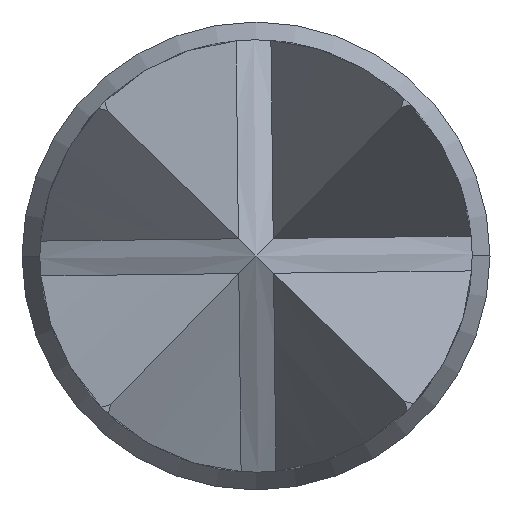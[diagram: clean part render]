
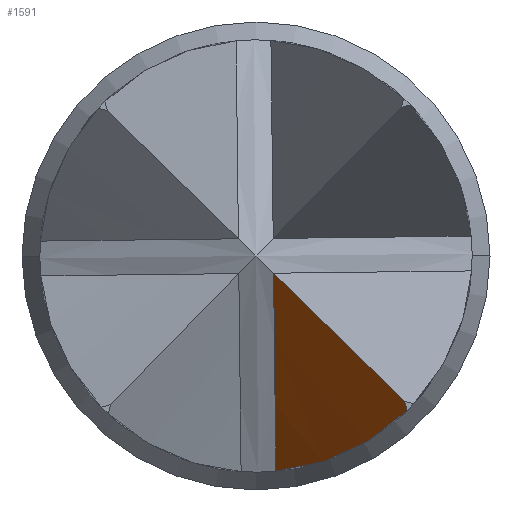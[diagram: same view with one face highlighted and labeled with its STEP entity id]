
A CAD part, left-side view. The second image highlights one B-rep face of the part: STEP entity #1591.
In plain terms, the highlighted free-form (B-spline) face has degree [1, 3] with [2, 4] control points.
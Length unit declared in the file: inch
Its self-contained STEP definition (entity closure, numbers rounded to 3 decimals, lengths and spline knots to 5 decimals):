
#48 = CARTESIAN_POINT ( 'NONE',  ( -0.28184, -0.00219, -0.01668 ) ) ;
#54 = CARTESIAN_POINT ( 'NONE',  ( -0.28573, -0.0021, -0.00859 ) ) ;
#62 = CARTESIAN_POINT ( 'NONE',  ( -0.2899, -0.00201, -0.00065 ) ) ;
#73 = CARTESIAN_POINT ( 'NONE',  ( -0.27824, -0.00229, -0.02489 ) ) ;
#79 = CARTESIAN_POINT ( 'NONE',  ( -0.30327, -0.01763, -0.032 ) ) ;
#85 = CARTESIAN_POINT ( 'NONE',  ( -0.28921, -0.00202, -0.00198 ) ) ;
#100 = EDGE_LOOP ( 'NONE', ( #275, #222, #767, #1482 ) ) ;
#101 = CARTESIAN_POINT ( 'NONE',  ( -0.30679, -0.01755, -0.02442 ) ) ;
#107 = AXIS2_PLACEMENT_3D ( 'NONE', #215, #206, #196 ) ;
#108 = CARTESIAN_POINT ( 'NONE',  ( -0.31058, -0.01746, -0.01696 ) ) ;
#196 = DIRECTION ( 'NONE',  ( 0., -0.011, -1. ) ) ;
#206 = DIRECTION ( 'NONE',  ( 0., -1., 0.011 ) ) ;
#215 = CARTESIAN_POINT ( 'NONE',  ( -0.62791, -0.00405, -0.17825 ) ) ;
#222 = ORIENTED_EDGE ( 'NONE', *, *, #823, .F. ) ;
#275 = ORIENTED_EDGE ( 'NONE', *, *, #771, .F. ) ;
#313 = CARTESIAN_POINT ( 'NONE',  ( -0.31, -0.01738, -0.01776 ) ) ;
#380 = CARTESIAN_POINT ( 'NONE',  ( -0.30901, -0.01637, -0.016 ) ) ;
#386 = CARTESIAN_POINT ( 'NONE',  ( -0.30803, -0.01565, -0.0153 ) ) ;
#389 = CARTESIAN_POINT ( 'NONE',  ( -0.30704, -0.01494, -0.0146 ) ) ;
#390 = CARTESIAN_POINT ( 'NONE',  ( -0.30605, -0.01422, -0.0139 ) ) ;
#400 = CARTESIAN_POINT ( 'NONE',  ( -0.30506, -0.0135, -0.0132 ) ) ;
#404 = CARTESIAN_POINT ( 'NONE',  ( -0.30407, -0.01279, -0.0125 ) ) ;
#406 = CARTESIAN_POINT ( 'NONE',  ( -0.30308, -0.01207, -0.01179 ) ) ;
#409 = CARTESIAN_POINT ( 'NONE',  ( -0.30209, -0.01135, -0.01109 ) ) ;
#416 = CARTESIAN_POINT ( 'NONE',  ( -0.3011, -0.01063, -0.01039 ) ) ;
#418 = CARTESIAN_POINT ( 'NONE',  ( -0.30011, -0.00992, -0.00969 ) ) ;
#422 = CARTESIAN_POINT ( 'NONE',  ( -0.29912, -0.0092, -0.00899 ) ) ;
#426 = CARTESIAN_POINT ( 'NONE',  ( -0.29813, -0.00848, -0.00829 ) ) ;
#431 = CARTESIAN_POINT ( 'NONE',  ( -0.29714, -0.00776, -0.00759 ) ) ;
#434 = CARTESIAN_POINT ( 'NONE',  ( -0.29516, -0.00633, -0.00618 ) ) ;
#452 = CARTESIAN_POINT ( 'NONE',  ( -0.29318, -0.00489, -0.00478 ) ) ;
#601 = VERTEX_POINT ( 'NONE', #978 ) ;
#621 = VERTEX_POINT ( 'NONE', #1083 ) ;
#631 = CARTESIAN_POINT ( 'NONE',  ( -0.31, -0.01738, -0.01776 ) ) ;
#650 = B_SPLINE_CURVE_WITH_KNOTS ( 'NONE', 3,
 ( #1332, #1315, #452, #434, #1626, #431, #426, #422, #418, #416, #409, #406, #404, #400, #390, #389, #386, #380, #1566 ),
 .UNSPECIFIED., .F., .F.,
 ( 4, 3, 3, 3, 3, 3, 4 ),
 ( 0., 0.00021, 0.00032, 0.00043, 0.00054, 0.00064, 0.00075 ),
 .UNSPECIFIED. ) ;
#653 = CARTESIAN_POINT ( 'NONE',  ( -0.31, -0.01728, -0.01741 ) ) ;
#656 = CARTESIAN_POINT ( 'NONE',  ( -0.31, -0.01718, -0.01705 ) ) ;
#767 = ORIENTED_EDGE ( 'NONE', *, *, #930, .F. ) ;
#771 = EDGE_CURVE ( 'NONE', #1053, #621, #1453, .T. ) ;
#823 = EDGE_CURVE ( 'NONE', #601, #1053, #1803, .T. ) ;
#848 = CARTESIAN_POINT ( 'NONE',  ( -0.29474, -0.01055, -0.0225 ) ) ;
#851 = CARTESIAN_POINT ( 'NONE',  ( -0.29657, -0.01142, -0.02209 ) ) ;
#856 = CARTESIAN_POINT ( 'NONE',  ( -0.29107, -0.00878, -0.02327 ) ) ;
#858 = CARTESIAN_POINT ( 'NONE',  ( -0.29291, -0.00967, -0.02291 ) ) ;
#861 = CARTESIAN_POINT ( 'NONE',  ( -0.29841, -0.01228, -0.02163 ) ) ;
#866 = CARTESIAN_POINT ( 'NONE',  ( -0.28741, -0.00697, -0.02387 ) ) ;
#870 = CARTESIAN_POINT ( 'NONE',  ( -0.28923, -0.00787, -0.02357 ) ) ;
#877 = CARTESIAN_POINT ( 'NONE',  ( -0.30713, -0.01617, -0.01888 ) ) ;
#879 = CARTESIAN_POINT ( 'NONE',  ( -0.28377, -0.00513, -0.02432 ) ) ;
#882 = CARTESIAN_POINT ( 'NONE',  ( -0.28559, -0.00606, -0.02412 ) ) ;
#884 = CARTESIAN_POINT ( 'NONE',  ( -0.28012, -0.00324, -0.02466 ) ) ;
#888 = CARTESIAN_POINT ( 'NONE',  ( -0.28195, -0.00419, -0.02451 ) ) ;
#896 = CARTESIAN_POINT ( 'NONE',  ( -0.2783, -0.00228, -0.02474 ) ) ;
#900 = CARTESIAN_POINT ( 'NONE',  ( -0.30205, -0.01394, -0.02059 ) ) ;
#915 = CARTESIAN_POINT ( 'NONE',  ( -0.31, -0.01708, -0.01669 ) ) ;
#930 = EDGE_CURVE ( 'NONE', #1190, #601, #650, .T. ) ;
#946 = CARTESIAN_POINT ( 'NONE',  ( -0.30568, -0.01554, -0.01939 ) ) ;
#978 = CARTESIAN_POINT ( 'NONE',  ( -0.31, -0.01708, -0.01669 ) ) ;
#1053 = VERTEX_POINT ( 'NONE', #313 ) ;
#1061 = EDGE_CURVE ( 'NONE', #621, #1190, #1517, .T. ) ;
#1083 = CARTESIAN_POINT ( 'NONE',  ( -0.2783, -0.00228, -0.02474 ) ) ;
#1097 = CARTESIAN_POINT ( 'NONE',  ( -0.30387, -0.01476, -0.02002 ) ) ;
#1190 = VERTEX_POINT ( 'NONE', #85 ) ;
#1264 = CARTESIAN_POINT ( 'NONE',  ( -0.30857, -0.01679, -0.01834 ) ) ;
#1284 = CARTESIAN_POINT ( 'NONE',  ( -0.31, -0.01738, -0.01776 ) ) ;
#1309 = CARTESIAN_POINT ( 'NONE',  ( -0.30023, -0.01311, -0.02111 ) ) ;
#1315 = CARTESIAN_POINT ( 'NONE',  ( -0.29119, -0.00346, -0.00338 ) ) ;
#1332 = CARTESIAN_POINT ( 'NONE',  ( -0.28921, -0.00202, -0.00198 ) ) ;
#1453 = B_SPLINE_CURVE_WITH_KNOTS ( 'NONE', 3,
 ( #1284, #1264, #877, #946, #1097, #900, #1309, #861, #851, #848, #858, #856, #870, #866, #882, #879, #888, #884, #896 ),
 .UNSPECIFIED., .F., .F.,
 ( 4, 3, 3, 3, 3, 3, 4 ),
 ( 0.00003, 0.00016, 0.00032, 0.00047, 0.00063, 0.00079, 0.00094 ),
 .UNSPECIFIED. ) ;
#1482 = ORIENTED_EDGE ( 'NONE', *, *, #1061, .F. ) ;
#1490 =( BOUNDED_SURFACE ( )  B_SPLINE_SURFACE ( 1, 3, ( 
 ( #73, #48, #54, #62 ),
 ( #1536, #79, #101, #108 ) ),
 .UNSPECIFIED., .F., .F., .T. ) 
 B_SPLINE_SURFACE_WITH_KNOTS ( ( 2, 2 ),
 ( 4, 4 ),
 ( 0., 1. ),
 ( 0., 1. ),
 .UNSPECIFIED. ) 
 GEOMETRIC_REPRESENTATION_ITEM ( )  RATIONAL_B_SPLINE_SURFACE ( (
 ( 1., 1., 1., 1.),
 ( 1., 1., 1., 1.) ) ) 
 REPRESENTATION_ITEM ( '' )  SURFACE ( )  );
#1517 = CIRCLE ( 'NONE', #107, 0.38183 ) ;
#1536 = CARTESIAN_POINT ( 'NONE',  ( -0.30002, -0.01772, -0.0397 ) ) ;
#1542 = FACE_OUTER_BOUND ( 'NONE', #100, .T. ) ;
#1566 = CARTESIAN_POINT ( 'NONE',  ( -0.31, -0.01708, -0.01669 ) ) ;
#1591 = ADVANCED_FACE ( 'NONE', ( #1542 ), #1490, .T. ) ;
#1626 = CARTESIAN_POINT ( 'NONE',  ( -0.29615, -0.00704, -0.00688 ) ) ;
#1803 = B_SPLINE_CURVE_WITH_KNOTS ( 'NONE', 3,
 ( #915, #656, #653, #631 ),
 .UNSPECIFIED., .F., .F.,
 ( 4, 4 ),
 ( 0.00007, 0.0001 ),
 .UNSPECIFIED. ) ;
